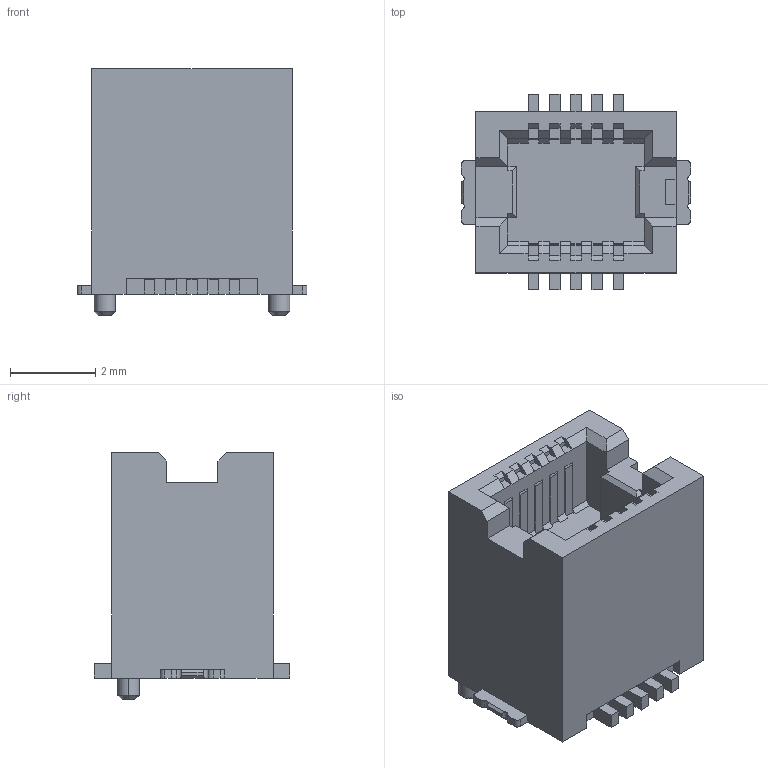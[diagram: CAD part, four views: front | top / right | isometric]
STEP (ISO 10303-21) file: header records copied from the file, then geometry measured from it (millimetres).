
FILE_DESCRIPTION(('FreeCAD Model'),'2;1');
FILE_NAME('Open CASCADE Shape Model','2025-07-31T21:53:50',( 'kicad StepUp'),('ksu MCAD'),'Open CASCADE STEP processor 7.8', 'FreeCAD','Unknown');
FILE_SCHEMA(('AUTOMOTIVE_DESIGN { 1 0 10303 214 1 1 1 1 }'));
Length unit declared in the file: millimetre
Products named in the file (1): 10132797-017100LF
Bounding box: 5.4 x 4.6 x 5.8 mm (x, y, z)
Volume: 78.2 mm3; surface area: 159.2 mm2
Topology: 1 solids, 1 shells, 279 faces, 769 edges, 494 vertices
Faces by surface type: plane 244, cylinder 31, cone 4
Entity records: 11232 total; most frequent: CARTESIAN_POINT 1575, ORIENTED_EDGE 1538, DIRECTION 1387, EDGE_CURVE 769, LINE 695, VECTOR 695, VERTEX_POINT 494, AXIS2_PLACEMENT_3D 346
